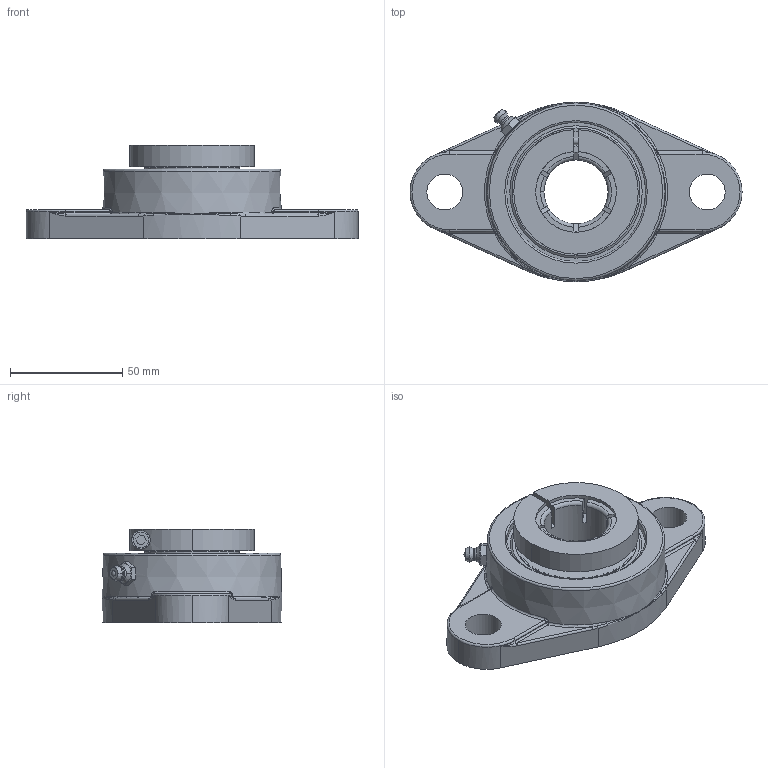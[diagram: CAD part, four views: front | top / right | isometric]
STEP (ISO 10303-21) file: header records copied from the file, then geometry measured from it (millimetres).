
FILE_DESCRIPTION(('HOOPS Exchange Step'),'2;1');
FILE_NAME('export-611E420F-AA08-45F4-B24B-52E1DA455C03.stp','2019-12-13T08:43:08-08:00',('ibuslach'),('Alibre'),'HOOPS Exchange 2019.2','Alibre','Unknown authorisation');
FILE_SCHEMA( ('AP242_MANAGED_MODEL_BASED_3D_ENGINEERING_MIM_LF {1 0 10303 442 1 1 4 }') );
Length unit declared in the file: centimetre
Products named in the file (8): MRN SFL 206 (NO LETTERING); UCP ZERK 6mm; SUE 206 LOCK RING; SUE 204 BOLT; SUE 206 SHIELD; SUE 206-18 RACES; MRN SUE 206-18; MRN SUEFL 206-18
Assembly tree (8 placements, depth 3):
  MRN SUEFL 206-18
    MRN SFL 206 (NO LETTERING)
    UCP ZERK 6mm
    MRN SUE 206-18
      SUE 206 LOCK RING
      SUE 204 BOLT
      SUE 206 SHIELD  x2
      SUE 206-18 RACES
Bounding box: 148 x 80 x 41.7 mm (x, y, z)
Volume: 143439.8 mm3; surface area: 55586.5 mm2
Topology: 8 solids, 8 shells, 266 faces, 709 edges, 450 vertices
Faces by surface type: plane 81, cylinder 71, bspline 38, torus 38, cone 29, sphere 9
Full cylindrical faces by diameter (mm): 1.478 x2, 3.242 x2, 4 x1, 5.994 x1, 6 x1, 7 x1, 8.25 x1, 16 x2, 28.575 x1, 42 x4, 42.508 x2, 52 x2, 54 x2, 62.017 x1, 63.21 x1
Entity records: 16250 total; most frequent: CARTESIAN_POINT 9767, ORIENTED_EDGE 1352, DIRECTION 1308, EDGE_CURVE 676, AXIS2_PLACEMENT_3D 545, VERTEX_POINT 436, CIRCLE 296, EDGE_LOOP 286
